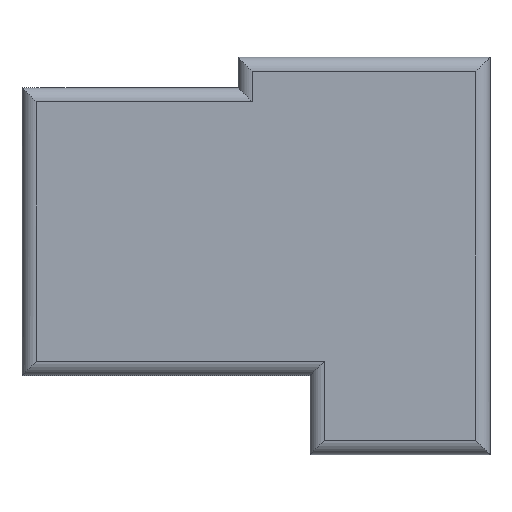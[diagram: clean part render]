
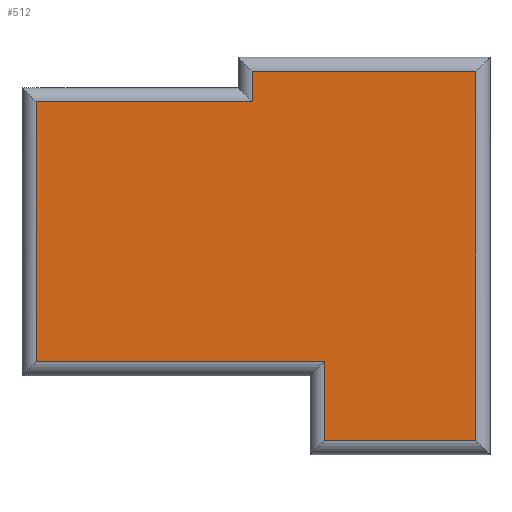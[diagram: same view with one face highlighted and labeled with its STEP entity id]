
A CAD part, front view. The second image highlights one B-rep face of the part: STEP entity #512.
In plain terms, the highlighted planar face has unit normal (0, -1, 0).
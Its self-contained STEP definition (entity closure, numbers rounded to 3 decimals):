
#3 = CARTESIAN_POINT ( 'NONE',  ( 32.5, 0., -24.5 ) ) ;
#20 = VERTEX_POINT ( 'NONE', #95 ) ;
#23 = VECTOR ( 'NONE', #241, 1000. ) ;
#53 = VECTOR ( 'NONE', #379, 1000. ) ;
#58 = ORIENTED_EDGE ( 'NONE', *, *, #410, .T. ) ;
#67 = LINE ( 'NONE', #463, #249 ) ;
#77 = LINE ( 'NONE', #508, #322 ) ;
#78 = CARTESIAN_POINT ( 'NONE',  ( 20., 0., -19. ) ) ;
#79 = VECTOR ( 'NONE', #331, 1000. ) ;
#85 = DIRECTION ( 'NONE',  ( 0., 0., -1. ) ) ;
#93 = EDGE_LOOP ( 'NONE', ( #189, #481, #133, #140, #519, #58, #484, #212 ) ) ;
#95 = CARTESIAN_POINT ( 'NONE',  ( 31.5, 0., 1.1 ) ) ;
#97 = VECTOR ( 'NONE', #164, 1000. ) ;
#102 = VERTEX_POINT ( 'NONE', #294 ) ;
#104 = DIRECTION ( 'NONE',  ( -1., 0., 0. ) ) ;
#109 = EDGE_CURVE ( 'NONE', #102, #281, #130, .T. ) ;
#130 = LINE ( 'NONE', #291, #53 ) ;
#133 = ORIENTED_EDGE ( 'NONE', *, *, #363, .T. ) ;
#134 = PLANE ( 'NONE',  #332 ) ;
#136 = EDGE_CURVE ( 'NONE', #504, #258, #248, .T. ) ;
#140 = ORIENTED_EDGE ( 'NONE', *, *, #109, .T. ) ;
#143 = EDGE_CURVE ( 'NONE', #393, #504, #284, .T. ) ;
#159 = LINE ( 'NONE', #275, #23 ) ;
#163 = CARTESIAN_POINT ( 'NONE',  ( 21., 0., -19. ) ) ;
#164 = DIRECTION ( 'NONE',  ( 1., 0., 0. ) ) ;
#166 = EDGE_CURVE ( 'NONE', #281, #499, #67, .T. ) ;
#189 = ORIENTED_EDGE ( 'NONE', *, *, #136, .T. ) ;
#192 = DIRECTION ( 'NONE',  ( 0., 0., 1. ) ) ;
#212 = ORIENTED_EDGE ( 'NONE', *, *, #143, .T. ) ;
#241 = DIRECTION ( 'NONE',  ( -1., 0., 0. ) ) ;
#247 = CARTESIAN_POINT ( 'NONE',  ( 0., 0., 0. ) ) ;
#248 = LINE ( 'NONE', #3, #97 ) ;
#249 = VECTOR ( 'NONE', #104, 1000. ) ;
#252 = LINE ( 'NONE', #326, #79 ) ;
#258 = VERTEX_POINT ( 'NONE', #480 ) ;
#275 = CARTESIAN_POINT ( 'NONE',  ( 15., 0., 1.1 ) ) ;
#281 = VERTEX_POINT ( 'NONE', #518 ) ;
#283 = EDGE_CURVE ( 'NONE', #311, #393, #514, .T. ) ;
#284 = LINE ( 'NONE', #445, #503 ) ;
#291 = CARTESIAN_POINT ( 'NONE',  ( 16., 0., 0. ) ) ;
#294 = CARTESIAN_POINT ( 'NONE',  ( 16., 0., 1.1 ) ) ;
#296 = DIRECTION ( 'NONE',  ( 0., -1., 0. ) ) ;
#311 = VERTEX_POINT ( 'NONE', #441 ) ;
#318 = DIRECTION ( 'NONE',  ( 1., 0., 0. ) ) ;
#322 = VECTOR ( 'NONE', #192, 1000. ) ;
#326 = CARTESIAN_POINT ( 'NONE',  ( 1., 0., -20. ) ) ;
#329 = EDGE_CURVE ( 'NONE', #258, #20, #77, .T. ) ;
#331 = DIRECTION ( 'NONE',  ( 0., 0., -1. ) ) ;
#332 = AXIS2_PLACEMENT_3D ( 'NONE', #247, #296, #407 ) ;
#363 = EDGE_CURVE ( 'NONE', #20, #102, #159, .T. ) ;
#368 = CARTESIAN_POINT ( 'NONE',  ( 21., 0., -24.5 ) ) ;
#379 = DIRECTION ( 'NONE',  ( 0., 0., -1. ) ) ;
#393 = VERTEX_POINT ( 'NONE', #163 ) ;
#407 = DIRECTION ( 'NONE',  ( 0., 0., -1. ) ) ;
#410 = EDGE_CURVE ( 'NONE', #499, #311, #252, .T. ) ;
#415 = CARTESIAN_POINT ( 'NONE',  ( 1., 0., -1. ) ) ;
#441 = CARTESIAN_POINT ( 'NONE',  ( 1., 0., -19. ) ) ;
#445 = CARTESIAN_POINT ( 'NONE',  ( 21., 0., -25.5 ) ) ;
#463 = CARTESIAN_POINT ( 'NONE',  ( 0., 0., -1. ) ) ;
#480 = CARTESIAN_POINT ( 'NONE',  ( 31.5, 0., -24.5 ) ) ;
#481 = ORIENTED_EDGE ( 'NONE', *, *, #329, .T. ) ;
#484 = ORIENTED_EDGE ( 'NONE', *, *, #283, .T. ) ;
#490 = FACE_OUTER_BOUND ( 'NONE', #93, .T. ) ;
#499 = VERTEX_POINT ( 'NONE', #415 ) ;
#503 = VECTOR ( 'NONE', #85, 1000. ) ;
#504 = VERTEX_POINT ( 'NONE', #368 ) ;
#508 = CARTESIAN_POINT ( 'NONE',  ( 31.5, 0., 2.1 ) ) ;
#511 = VECTOR ( 'NONE', #318, 1000. ) ;
#512 = ADVANCED_FACE ( 'NONE', ( #490 ), #134, .T. ) ;
#514 = LINE ( 'NONE', #78, #511 ) ;
#518 = CARTESIAN_POINT ( 'NONE',  ( 16., 0., -1. ) ) ;
#519 = ORIENTED_EDGE ( 'NONE', *, *, #166, .T. ) ;
